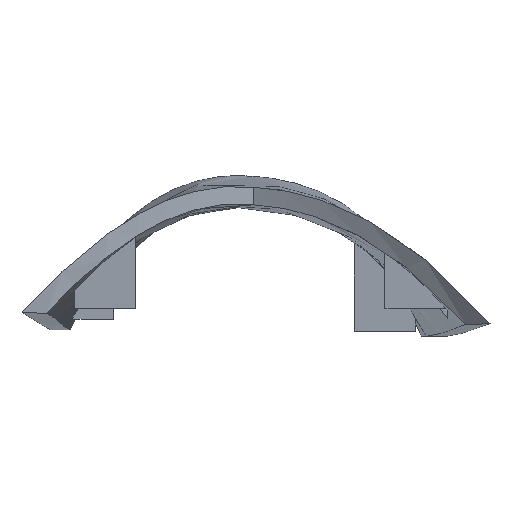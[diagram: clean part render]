
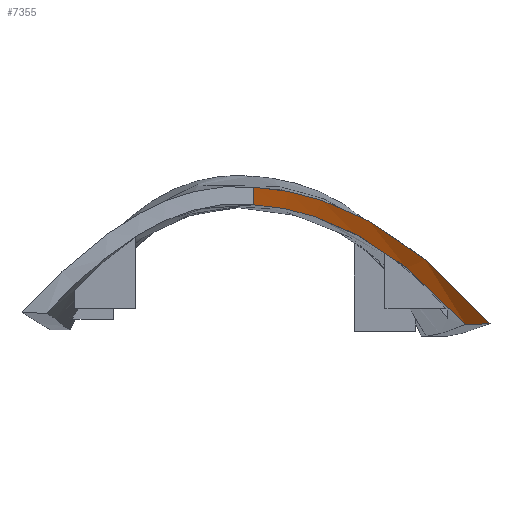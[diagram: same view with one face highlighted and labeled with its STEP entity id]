
A CAD part, left-side view. The second image highlights one B-rep face of the part: STEP entity #7355.
In plain terms, the highlighted free-form (B-spline) face has degree [3, 1] with [12, 2] control points.
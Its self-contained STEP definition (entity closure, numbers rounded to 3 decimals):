
#129 = CARTESIAN_POINT ( 'NONE',  ( 99.304, 31.438, 72.398 ) ) ;
#285 = CARTESIAN_POINT ( 'NONE',  ( 103.766, 40.222, 79.017 ) ) ;
#397 = CARTESIAN_POINT ( 'NONE',  ( 101.858, 36.401, 77.572 ) ) ;
#415 = CARTESIAN_POINT ( 'NONE',  ( 94.199, 23.792, 64.494 ) ) ;
#455 = CARTESIAN_POINT ( 'NONE',  ( 97.221, 27.49, 64.794 ) ) ;
#718 = CARTESIAN_POINT ( 'NONE',  ( 97.471, 28.941, 73.095 ) ) ;
#789 = CARTESIAN_POINT ( 'NONE',  ( 106.392, 45.765, 78.084 ) ) ;
#832 = CARTESIAN_POINT ( 'NONE',  ( 94.277, 24.433, 69.246 ) ) ;
#980 = B_SPLINE_CURVE_WITH_KNOTS ( 'NONE', 3,
 ( #6191, #3857, #1379, #1341, #7389, #2075, #6659, #129, #2585, #4439, #3090, #6807, #3238, #5494, #5608, #5570, #789, #2505 ),
 .UNSPECIFIED., .F., .F.,
 ( 4, 2, 2, 2, 2, 2, 2, 2, 4 ),
 ( 0.013, 0.021, 0.023, 0.025, 0.029, 0.037, 0.039, 0.041, 0.045 ),
 .UNSPECIFIED. ) ;
#986 = CARTESIAN_POINT ( 'NONE',  ( 102.505, 37.657, 78.101 ) ) ;
#1026 = CARTESIAN_POINT ( 'NONE',  ( 98.857, 31.117, 74.644 ) ) ;
#1159 = CARTESIAN_POINT ( 'NONE',  ( 105.589, 41.11, 65.625 ) ) ;
#1341 = CARTESIAN_POINT ( 'NONE',  ( 97.235, 28.189, 69.837 ) ) ;
#1370 = VERTEX_POINT ( 'NONE', #6510 ) ;
#1379 = CARTESIAN_POINT ( 'NONE',  ( 95.738, 25.982, 67.892 ) ) ;
#1458 = CARTESIAN_POINT ( 'NONE',  ( 103.743, 47.002, 109.769 ) ) ;
#1525 = CARTESIAN_POINT ( 'NONE',  ( 92.399, 21.831, 64.508 ) ) ;
#1645 = CARTESIAN_POINT ( 'NONE',  ( 100.545, 33.971, 76.391 ) ) ;
#1700 = EDGE_CURVE ( 'NONE', #2289, #2141, #2007, .T. ) ;
#1705 = CARTESIAN_POINT ( 'NONE',  ( 100.93, 32.709, 65.162 ) ) ;
#2005 = CARTESIAN_POINT ( 'NONE',  ( 90.58, 19.994, 64.545 ) ) ;
#2007 = LINE ( 'NONE', #1458, #5285 ) ;
#2041 = CARTESIAN_POINT ( 'NONE',  ( 91.336, 20.834, 65.517 ) ) ;
#2075 = CARTESIAN_POINT ( 'NONE',  ( 98.127, 29.554, 70.967 ) ) ;
#2141 = VERTEX_POINT ( 'NONE', #6273 ) ;
#2213 = CARTESIAN_POINT ( 'NONE',  ( 90.483, 19.857, 64.125 ) ) ;
#2289 = VERTEX_POINT ( 'NONE', #6004 ) ;
#2325 = CARTESIAN_POINT ( 'NONE',  ( 102.591, 35.444, 65.327 ) ) ;
#2412 = CARTESIAN_POINT ( 'NONE',  ( 90.58, 19.994, 64.545 ) ) ;
#2452 = EDGE_LOOP ( 'NONE', ( #7146, #5748, #6111, #4007 ) ) ;
#2474 = CARTESIAN_POINT ( 'NONE',  ( 92.082, 21.703, 66.471 ) ) ;
#2505 = CARTESIAN_POINT ( 'NONE',  ( 106.882, 47.002, 78.152 ) ) ;
#2585 = CARTESIAN_POINT ( 'NONE',  ( 99.882, 32.411, 73.067 ) ) ;
#2626 = DIRECTION ( 'NONE',  ( 0.099, 0., -0.995 ) ) ;
#2700 = EDGE_CURVE ( 'NONE', #1370, #2141, #980, .T. ) ;
#2791 = CARTESIAN_POINT ( 'NONE',  ( 90.844, 21.675, 78.677 ) ) ;
#2813 = CARTESIAN_POINT ( 'NONE',  ( 102.824, 38.293, 78.346 ) ) ;
#2830 = CARTESIAN_POINT ( 'NONE',  ( 95.232, 25.001, 64.597 ) ) ;
#2908 = CARTESIAN_POINT ( 'NONE',  ( 106.917, 44.022, 65.757 ) ) ;
#2947 = CARTESIAN_POINT ( 'NONE',  ( 89.056, 19.857, 78.499 ) ) ;
#3090 = CARTESIAN_POINT ( 'NONE',  ( 102.699, 37.547, 75.965 ) ) ;
#3097 = CARTESIAN_POINT ( 'NONE',  ( 98.513, 30.564, 74.269 ) ) ;
#3207 = CARTESIAN_POINT ( 'NONE',  ( 96.418, 27.37, 71.868 ) ) ;
#3238 = CARTESIAN_POINT ( 'NONE',  ( 104.32, 40.982, 77.113 ) ) ;
#3278 = CARTESIAN_POINT ( 'NONE',  ( 106.682, 47.002, 80.163 ) ) ;
#3389 = B_SPLINE_CURVE_WITH_KNOTS ( 'NONE', 3,
 ( #2005, #2041, #2474, #4836, #832, #6051, #3207, #718, #5575, #3097, #1026, #3395, #1645, #5764, #397, #986, #2813, #285, #5726, #5136, #4444, #3278 ),
 .UNSPECIFIED., .F., .F.,
 ( 4, 2, 2, 2, 2, 2, 2, 2, 2, 2, 4 ),
 ( 0.008, 0.012, 0.016, 0.021, 0.023, 0.025, 0.03, 0.032, 0.034, 0.039, 0.043 ),
 .UNSPECIFIED. ) ;
#3395 = CARTESIAN_POINT ( 'NONE',  ( 99.877, 32.806, 75.725 ) ) ;
#3413 = CARTESIAN_POINT ( 'NONE',  ( 105.49, 44.022, 80.131 ) ) ;
#3489 = CARTESIAN_POINT ( 'NONE',  ( 92.772, 23.792, 78.868 ) ) ;
#3536 = CARTESIAN_POINT ( 'NONE',  ( 93.27, 22.782, 64.488 ) ) ;
#3567 = CARTESIAN_POINT ( 'NONE',  ( 93.805, 25.001, 78.971 ) ) ;
#3613 = EDGE_CURVE ( 'NONE', #6146, #2289, #3389, .T. ) ;
#3857 = CARTESIAN_POINT ( 'NONE',  ( 94.519, 24.336, 66.226 ) ) ;
#4007 = ORIENTED_EDGE ( 'NONE', *, *, #1700, .T. ) ;
#4069 = CARTESIAN_POINT ( 'NONE',  ( 96.751, 28.771, 79.263 ) ) ;
#4108 = CARTESIAN_POINT ( 'NONE',  ( 98.178, 28.771, 64.889 ) ) ;
#4148 = CARTESIAN_POINT ( 'NONE',  ( 101.163, 35.444, 79.702 ) ) ;
#4439 = CARTESIAN_POINT ( 'NONE',  ( 101.591, 35.419, 74.924 ) ) ;
#4444 = CARTESIAN_POINT ( 'NONE',  ( 106.126, 45.597, 80.094 ) ) ;
#4650 = FACE_OUTER_BOUND ( 'NONE', #2452, .T. ) ;
#4836 = CARTESIAN_POINT ( 'NONE',  ( 93.552, 23.503, 68.335 ) ) ;
#5136 = CARTESIAN_POINT ( 'NONE',  ( 105.554, 44.224, 79.918 ) ) ;
#5212 = B_SPLINE_CURVE_WITH_KNOTS ( 'NONE', 3,
 ( #3536, #1525, #6266, #2412 ),
 .UNSPECIFIED., .F., .F.,
 ( 4, 4 ),
 ( 0.029, 0.033 ),
 .UNSPECIFIED. ) ;
#5272 = CARTESIAN_POINT ( 'NONE',  ( 92.271, 21.675, 64.303 ) ) ;
#5285 = VECTOR ( 'NONE', #2626, 1000. ) ;
#5494 = CARTESIAN_POINT ( 'NONE',  ( 104.852, 42.159, 77.431 ) ) ;
#5570 = CARTESIAN_POINT ( 'NONE',  ( 105.89, 44.548, 77.927 ) ) ;
#5575 = CARTESIAN_POINT ( 'NONE',  ( 97.821, 29.476, 73.495 ) ) ;
#5608 = CARTESIAN_POINT ( 'NONE',  ( 105.114, 42.753, 77.57 ) ) ;
#5722 = B_SPLINE_SURFACE_WITH_KNOTS ( 'NONE', 3, 1, ( 
 ( #5899, #5822 ),
 ( #3413, #2908 ),
 ( #7024, #1159 ),
 ( #4148, #2325 ),
 ( #5784, #1705 ),
 ( #4069, #4108 ),
 ( #6442, #455 ),
 ( #3567, #2830 ),
 ( #3489, #415 ),
 ( #2791, #5272 ),
 ( #7644, #7528 ),
 ( #2947, #2213 ) ),
 .UNSPECIFIED., .F., .F., .F.,
 ( 4, 2, 2, 2, 2, 4 ),
 ( 2, 2 ),
 ( 0., 0.25, 0.5, 0.625, 0.75, 0.85 ),
 ( 0., 1. ),
 .UNSPECIFIED. ) ;
#5726 = CARTESIAN_POINT ( 'NONE',  ( 104.374, 41.536, 79.379 ) ) ;
#5748 = ORIENTED_EDGE ( 'NONE', *, *, #6126, .T. ) ;
#5764 = CARTESIAN_POINT ( 'NONE',  ( 101.532, 35.785, 77.289 ) ) ;
#5784 = CARTESIAN_POINT ( 'NONE',  ( 99.503, 32.709, 79.537 ) ) ;
#5822 = CARTESIAN_POINT ( 'NONE',  ( 108.101, 47.002, 65.874 ) ) ;
#5899 = CARTESIAN_POINT ( 'NONE',  ( 106.674, 47.002, 80.249 ) ) ;
#6004 = CARTESIAN_POINT ( 'NONE',  ( 106.682, 47.002, 80.163 ) ) ;
#6051 = CARTESIAN_POINT ( 'NONE',  ( 95.71, 26.367, 71.013 ) ) ;
#6111 = ORIENTED_EDGE ( 'NONE', *, *, #3613, .T. ) ;
#6126 = EDGE_CURVE ( 'NONE', #1370, #6146, #5212, .T. ) ;
#6146 = VERTEX_POINT ( 'NONE', #7695 ) ;
#6191 = CARTESIAN_POINT ( 'NONE',  ( 93.27, 22.782, 64.488 ) ) ;
#6266 = CARTESIAN_POINT ( 'NONE',  ( 91.502, 20.902, 64.527 ) ) ;
#6273 = CARTESIAN_POINT ( 'NONE',  ( 106.882, 47.002, 78.152 ) ) ;
#6442 = CARTESIAN_POINT ( 'NONE',  ( 95.794, 27.49, 79.168 ) ) ;
#6510 = CARTESIAN_POINT ( 'NONE',  ( 93.27, 22.782, 64.488 ) ) ;
#6659 = CARTESIAN_POINT ( 'NONE',  ( 98.423, 30.021, 71.333 ) ) ;
#6807 = CARTESIAN_POINT ( 'NONE',  ( 104.05, 40.4, 76.936 ) ) ;
#7024 = CARTESIAN_POINT ( 'NONE',  ( 104.162, 41.11, 79.999 ) ) ;
#7146 = ORIENTED_EDGE ( 'NONE', *, *, #2700, .F. ) ;
#7355 = ADVANCED_FACE ( 'NONE', ( #4650 ), #5722, .F. ) ;
#7389 = CARTESIAN_POINT ( 'NONE',  ( 97.533, 28.639, 70.219 ) ) ;
#7528 = CARTESIAN_POINT ( 'NONE',  ( 91.389, 20.755, 64.215 ) ) ;
#7644 = CARTESIAN_POINT ( 'NONE',  ( 89.962, 20.755, 78.589 ) ) ;
#7695 = CARTESIAN_POINT ( 'NONE',  ( 90.58, 19.994, 64.545 ) ) ;
